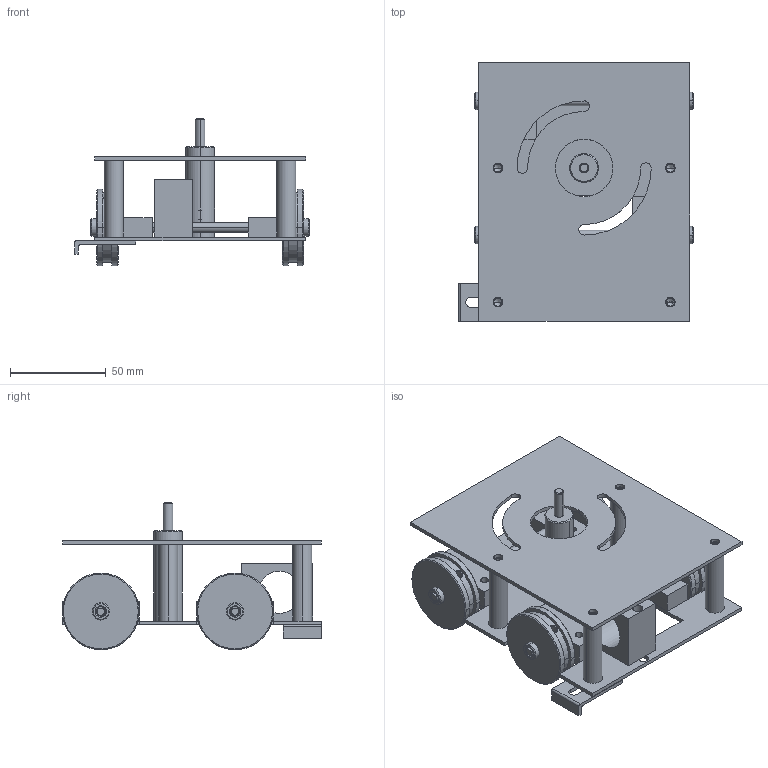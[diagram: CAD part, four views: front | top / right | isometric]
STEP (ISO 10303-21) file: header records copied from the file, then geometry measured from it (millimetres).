
FILE_DESCRIPTION(('Creo Elements/Direct Modeling STEP Export'),'2;1');
FILE_NAME('Fahrwerk 10_01_0.stp','2018-04-06T17:45:01',(''),(''),'Creo Elements/Direct Modeling STEP processor for AP214 (Solid Model)','Creo Elements/Direct Modeling 20.0AP0401 12-May-2017 (C) Parametric Technology GmbH','');
FILE_SCHEMA(('AUTOMOTIVE_DESIGN { 1 0 10303 214 1 1 1 1 }'));
Length unit declared in the file: millimetre
Products named in the file (10): Stütze.1.1; Deckfläche; Grundplatte_R; Radlager 1; Rad 1; Radachse; MotorenHalter d22; Drehstütze; Sensorhalter; Fahrwerk10_01_0
Assembly tree (19 placements, depth 2):
  Fahrwerk10_01_0
    Sensorhalter
    Stütze.1.1  x4
    Drehstütze
    MotorenHalter d22
    Rad 1  x4
    Radachse  x2
    Radlager 1  x4
    Grundplatte_R
    Deckfläche
Bounding box: 122.5 x 135.08 x 77 mm (x, y, z)
Volume: 158220.3 mm3; surface area: 103238.7 mm2
Topology: 19 solids, 19 shells, 424 faces, 1034 edges, 660 vertices
Faces by surface type: cylinder 207, plane 125, cone 84, bspline 8
Entity records: 7494 total; most frequent: CARTESIAN_POINT 1898, ORIENTED_EDGE 1098, DIRECTION 1006, EDGE_CURVE 549, AXIS2_PLACEMENT_3D 364, VERTEX_POINT 361, EDGE_LOOP 298, VECTOR 278
